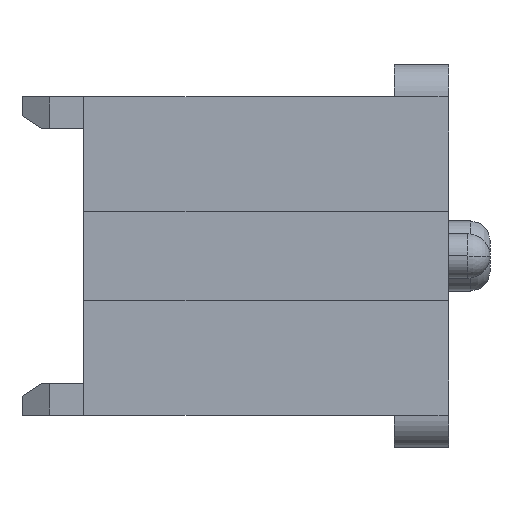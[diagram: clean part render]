
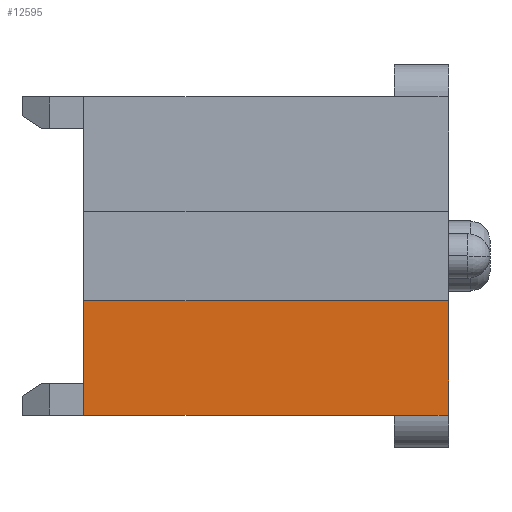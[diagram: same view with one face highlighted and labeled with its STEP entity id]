
A CAD part, left-side view. The second image highlights one B-rep face of the part: STEP entity #12595.
In plain terms, the highlighted planar face has unit normal (-1, 0, 0).
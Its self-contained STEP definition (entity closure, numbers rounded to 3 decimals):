
#40=DIRECTION('',(0.,0.,-1.));
#41=VECTOR('',#40,1.8);
#42=CARTESIAN_POINT('',(-14.9,-0.05,-0.7));
#43=LINE('22494',#42,#41);
#1268=DIRECTION('',(0.,-1.,0.));
#1269=VECTOR('',#1268,0.6);
#1270=CARTESIAN_POINT('',(-14.9,0.8,-2.5));
#1271=LINE('22616',#1270,#1269);
#1272=DIRECTION('',(0.,-1.,0.));
#1273=VECTOR('',#1272,0.25);
#1274=CARTESIAN_POINT('',(-14.9,0.2,-2.5));
#1275=LINE('22632',#1274,#1273);
#1280=DIRECTION('',(0.,-1.,0.));
#1281=VECTOR('',#1280,5.73);
#1282=CARTESIAN_POINT('',(-14.9,5.68,-0.7));
#1283=LINE('22653',#1282,#1281);
#1284=DIRECTION('',(0.,-1.,0.));
#1285=VECTOR('',#1284,4.88);
#1286=CARTESIAN_POINT('',(-14.9,5.68,-2.5));
#1287=LINE('18833',#1286,#1285);
#1328=DIRECTION('',(0.,0.,1.));
#1329=VECTOR('',#1328,1.8);
#1330=CARTESIAN_POINT('',(-14.9,5.68,-2.5));
#1331=LINE('19771',#1330,#1329);
#8061=CARTESIAN_POINT('',(-14.9,5.68,-2.5));
#8062=VERTEX_POINT('',#8061);
#8063=CARTESIAN_POINT('',(-14.9,0.8,-2.5));
#8064=VERTEX_POINT('',#8063);
#8079=CARTESIAN_POINT('',(-14.9,5.68,-0.7));
#8080=VERTEX_POINT('',#8079);
#8327=CARTESIAN_POINT('',(-14.9,-0.05,-0.7));
#8328=VERTEX_POINT('',#8327);
#8329=CARTESIAN_POINT('',(-14.9,-0.05,-2.5));
#8330=VERTEX_POINT('',#8329);
#8377=CARTESIAN_POINT('',(-14.9,0.2,-2.5));
#8378=VERTEX_POINT('',#8377);
#12580=CARTESIAN_POINT('',(-14.9,2.94,-1.6));
#12581=DIRECTION('',(1.,0.,0.));
#12582=DIRECTION('',(0.,0.,1.));
#12583=AXIS2_PLACEMENT_3D('',#12580,#12581,#12582);
#12584=PLANE('17584',#12583);
#12586=ORIENTED_EDGE('22653',*,*,#12585,.T.);
#12587=ORIENTED_EDGE('22494',*,*,#10605,.T.);
#12588=ORIENTED_EDGE('22632',*,*,#12569,.F.);
#12589=ORIENTED_EDGE('22616',*,*,#12567,.F.);
#12590=ORIENTED_EDGE('18833',*,*,#12523,.F.);
#12592=ORIENTED_EDGE('19771',*,*,#12591,.T.);
#12593=EDGE_LOOP('17584',(#12586,#12587,#12588,#12589,#12590,#12592));
#12594=FACE_OUTER_BOUND('17584',#12593,.F.);
#12595=ADVANCED_FACE('17584',(#12594),#12584,.F.);
#10605=EDGE_CURVE('22494',#8328,#8330,#43,.T.);
#12523=EDGE_CURVE('18833',#8062,#8064,#1287,.T.);
#12567=EDGE_CURVE('22616',#8064,#8378,#1271,.T.);
#12569=EDGE_CURVE('22632',#8378,#8330,#1275,.T.);
#12585=EDGE_CURVE('22653',#8080,#8328,#1283,.T.);
#12591=EDGE_CURVE('19771',#8062,#8080,#1331,.T.);
